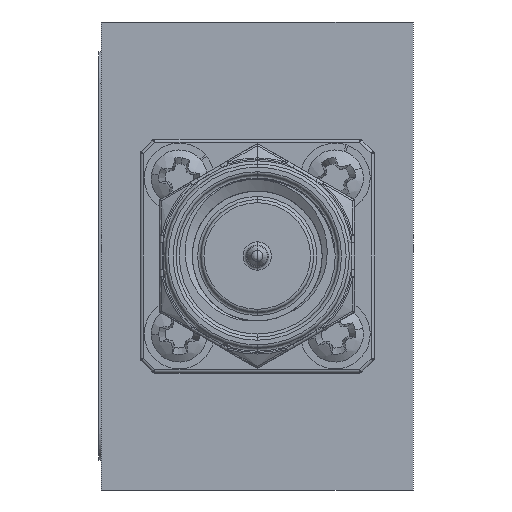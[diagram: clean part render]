
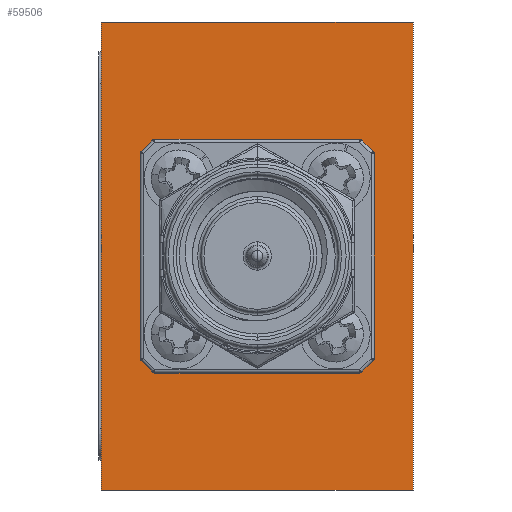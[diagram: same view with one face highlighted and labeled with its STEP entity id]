
A CAD part, left-side view. The second image highlights one B-rep face of the part: STEP entity #59506.
In plain terms, the highlighted planar face has unit normal (-1, 0, 0).
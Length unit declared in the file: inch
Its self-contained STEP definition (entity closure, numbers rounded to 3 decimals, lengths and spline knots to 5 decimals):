
#447 = CARTESIAN_POINT ( 'NONE',  ( -0.75, -0.5, 0.75 ) ) ;
#1570 = ORIENTED_EDGE ( 'NONE', *, *, #28319, .F. ) ;
#1967 = CARTESIAN_POINT ( 'NONE',  ( -0.75, 0., 0.75 ) ) ;
#3043 = CARTESIAN_POINT ( 'NONE',  ( -0.75, 0., 0. ) ) ;
#5167 = LINE ( 'NONE', #447, #54295 ) ;
#8562 = CARTESIAN_POINT ( 'NONE',  ( -0.75, -0.25, 0.375 ) ) ;
#10790 = AXIS2_PLACEMENT_3D ( 'NONE', #37120, #13360, #51593 ) ;
#11966 = DIRECTION ( 'NONE',  ( 0., -1., 0. ) ) ;
#13222 = VECTOR ( 'NONE', #50565, 39.37008 ) ;
#13360 = DIRECTION ( 'NONE',  ( 1., 0., 0. ) ) ;
#13595 = EDGE_CURVE ( 'NONE', #15295, #53475, #49891, .T. ) ;
#15026 = CARTESIAN_POINT ( 'NONE',  ( -0.75, 0., 0.75 ) ) ;
#15295 = VERTEX_POINT ( 'NONE', #3043 ) ;
#15622 = PLANE ( 'NONE',  #30010 ) ;
#16294 = AXIS2_PLACEMENT_3D ( 'NONE', #8562, #27663, #46804 ) ;
#16329 = EDGE_CURVE ( 'NONE', #17289, #18734, #51833, .T. ) ;
#16489 = EDGE_LOOP ( 'NONE', ( #39397, #18592, #1570, #60795 ) ) ;
#17289 = VERTEX_POINT ( 'NONE', #41000 ) ;
#17838 = CARTESIAN_POINT ( 'NONE',  ( -0.75, -0.25, 0.365 ) ) ;
#18592 = ORIENTED_EDGE ( 'NONE', *, *, #47100, .F. ) ;
#18734 = VERTEX_POINT ( 'NONE', #17838 ) ;
#19383 = VECTOR ( 'NONE', #57327, 39.37008 ) ;
#19965 = DIRECTION ( 'NONE',  ( 0., 0., -1. ) ) ;
#20285 = LINE ( 'NONE', #57027, #19383 ) ;
#21090 = EDGE_LOOP ( 'NONE', ( #38492, #40319 ) ) ;
#22233 = CIRCLE ( 'NONE', #16294, 0.01 ) ;
#26076 = EDGE_CURVE ( 'NONE', #53475, #44414, #5167, .T. ) ;
#27663 = DIRECTION ( 'NONE',  ( 1., 0., 0. ) ) ;
#27821 = CARTESIAN_POINT ( 'NONE',  ( -0.75, -0.5, 0. ) ) ;
#28319 = EDGE_CURVE ( 'NONE', #15295, #41421, #54043, .T. ) ;
#29907 = CARTESIAN_POINT ( 'NONE',  ( -0.75, 0., 0.75 ) ) ;
#30010 = AXIS2_PLACEMENT_3D ( 'NONE', #15026, #48852, #19965 ) ;
#35050 = FACE_BOUND ( 'NONE', #21090, .T. ) ;
#37120 = CARTESIAN_POINT ( 'NONE',  ( -0.75, -0.25, 0.375 ) ) ;
#38492 = ORIENTED_EDGE ( 'NONE', *, *, #16329, .T. ) ;
#38667 = DIRECTION ( 'NONE',  ( 0., 0., 1. ) ) ;
#39397 = ORIENTED_EDGE ( 'NONE', *, *, #26076, .T. ) ;
#39762 = VECTOR ( 'NONE', #11966, 39.37008 ) ;
#40319 = ORIENTED_EDGE ( 'NONE', *, *, #53790, .T. ) ;
#41000 = CARTESIAN_POINT ( 'NONE',  ( -0.75, -0.25, 0.385 ) ) ;
#41421 = VERTEX_POINT ( 'NONE', #29907 ) ;
#44414 = VERTEX_POINT ( 'NONE', #53793 ) ;
#44767 = FACE_OUTER_BOUND ( 'NONE', #16489, .T. ) ;
#46804 = DIRECTION ( 'NONE',  ( 0., 0., -1. ) ) ;
#47100 = EDGE_CURVE ( 'NONE', #41421, #44414, #20285, .T. ) ;
#48852 = DIRECTION ( 'NONE',  ( 1., 0., 0. ) ) ;
#49580 = CARTESIAN_POINT ( 'NONE',  ( -0.75, 0., 0. ) ) ;
#49891 = LINE ( 'NONE', #49580, #39762 ) ;
#50565 = DIRECTION ( 'NONE',  ( 0., 0., 1. ) ) ;
#51593 = DIRECTION ( 'NONE',  ( 0., 0., -1. ) ) ;
#51833 = CIRCLE ( 'NONE', #10790, 0.01 ) ;
#53475 = VERTEX_POINT ( 'NONE', #27821 ) ;
#53790 = EDGE_CURVE ( 'NONE', #18734, #17289, #22233, .T. ) ;
#53793 = CARTESIAN_POINT ( 'NONE',  ( -0.75, -0.5, 0.75 ) ) ;
#54043 = LINE ( 'NONE', #1967, #13222 ) ;
#54295 = VECTOR ( 'NONE', #38667, 39.37008 ) ;
#57027 = CARTESIAN_POINT ( 'NONE',  ( -0.75, 0., 0.75 ) ) ;
#57327 = DIRECTION ( 'NONE',  ( 0., -1., 0. ) ) ;
#59506 = ADVANCED_FACE ( 'NONE', ( #35050, #44767 ), #15622, .F. ) ;
#60795 = ORIENTED_EDGE ( 'NONE', *, *, #13595, .T. ) ;
